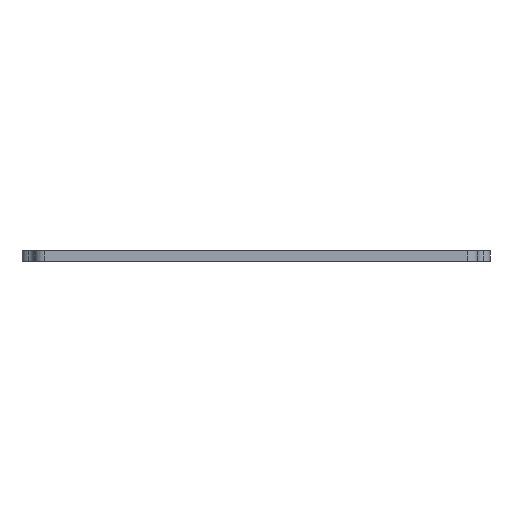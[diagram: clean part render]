
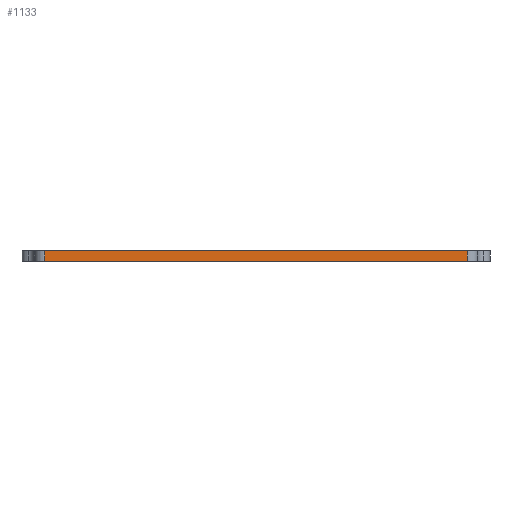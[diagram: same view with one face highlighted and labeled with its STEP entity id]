
A CAD part, front view. The second image highlights one B-rep face of the part: STEP entity #1133.
In plain terms, the highlighted planar face has unit normal (0, -1, 0).
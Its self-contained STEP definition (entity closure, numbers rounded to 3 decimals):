
#77=PLANE('',#1277);
#131=FACE_OUTER_BOUND('',#209,.T.);
#209=EDGE_LOOP('',(#987,#988,#989,#990));
#273=LINE('',#1741,#353);
#280=LINE('',#1815,#360);
#285=LINE('',#1828,#365);
#314=LINE('',#1934,#394);
#353=VECTOR('',#1397,10.);
#360=VECTOR('',#1470,10.);
#365=VECTOR('',#1485,10.);
#394=VECTOR('',#1618,10.);
#511=VERTEX_POINT('',#1738);
#512=VERTEX_POINT('',#1740);
#546=VERTEX_POINT('',#1813);
#548=VERTEX_POINT('',#1824);
#633=EDGE_CURVE('',#512,#511,#273,.T.);
#670=EDGE_CURVE('',#546,#511,#280,.T.);
#677=EDGE_CURVE('',#512,#548,#285,.T.);
#730=EDGE_CURVE('',#548,#546,#314,.T.);
#987=ORIENTED_EDGE('',*,*,#670,.F.);
#988=ORIENTED_EDGE('',*,*,#730,.F.);
#989=ORIENTED_EDGE('',*,*,#677,.F.);
#990=ORIENTED_EDGE('',*,*,#633,.T.);
#1133=ADVANCED_FACE('',(#131),#77,.T.);
#1277=AXIS2_PLACEMENT_3D('',#1933,#1616,#1617);
#1397=DIRECTION('',(1.,0.,0.));
#1470=DIRECTION('',(0.,0.,-1.));
#1485=DIRECTION('',(0.,0.,1.));
#1616=DIRECTION('center_axis',(0.,-1.,0.));
#1617=DIRECTION('ref_axis',(1.,0.,0.));
#1618=DIRECTION('',(1.,0.,0.));
#1738=CARTESIAN_POINT('',(198.,-6.,0.));
#1740=CARTESIAN_POINT('',(-5.,-6.,0.));
#1741=CARTESIAN_POINT('',(-16.,-6.,0.));
#1813=CARTESIAN_POINT('',(198.,-6.,5.));
#1815=CARTESIAN_POINT('',(198.,-6.,0.));
#1824=CARTESIAN_POINT('',(-5.,-6.,5.));
#1828=CARTESIAN_POINT('',(-5.,-6.,0.));
#1933=CARTESIAN_POINT('Origin',(-10.,-6.,0.));
#1934=CARTESIAN_POINT('',(-16.,-6.,5.));
